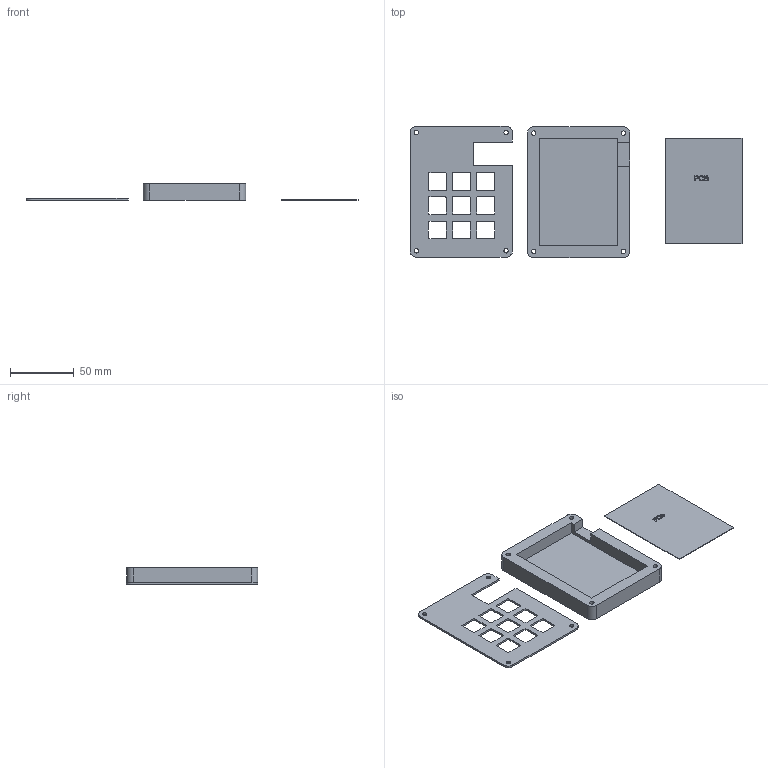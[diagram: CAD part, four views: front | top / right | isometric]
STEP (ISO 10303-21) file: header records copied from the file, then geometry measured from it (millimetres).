
FILE_DESCRIPTION(/* description */ (''),/* implementation_level */ '2;1');
FILE_NAME(/* name */ 'Macropad_by_Jannis.step',/* time_stamp */ '2025-12-13T20:48:53+01:00',/* author */ (''),/* organization */ (''),/* preprocessor_version */ 'ST-DEVELOPER v20.1',/* originating_system */ 'Autodesk Translation Framework v14.21.0.0',/* authorisation */ '');
FILE_SCHEMA (('AUTOMOTIVE_DESIGN { 1 0 10303 214 3 1 1 }'));
Length unit declared in the file: millimetre
Products named in the file (3): Macropad_by_Jannis; Macropad by Jannis; Macropad_by_Jannis_top
Assembly tree (2 placements, depth 2):
  Macropad_by_Jannis
    Macropad by Jannis
    Macropad_by_Jannis_top
Bounding box: 261.34 x 103.55 x 13 mm (x, y, z)
Volume: 65272.4 mm3; surface area: 48171 mm2
Topology: 3 solids, 3 shells, 580 faces, 1620 edges, 1080 vertices
Faces by surface type: bspline 320, plane 204, cylinder 56
Full cylindrical faces by diameter (mm): 3.4 x4, 3.5 x4, 6 x4
Entity records: 21688 total; most frequent: CARTESIAN_POINT 8725, ORIENTED_EDGE 3240, DIRECTION 1622, EDGE_CURVE 1620, VERTEX_POINT 1080, LINE 868, VECTOR 868, EDGE_LOOP 648
